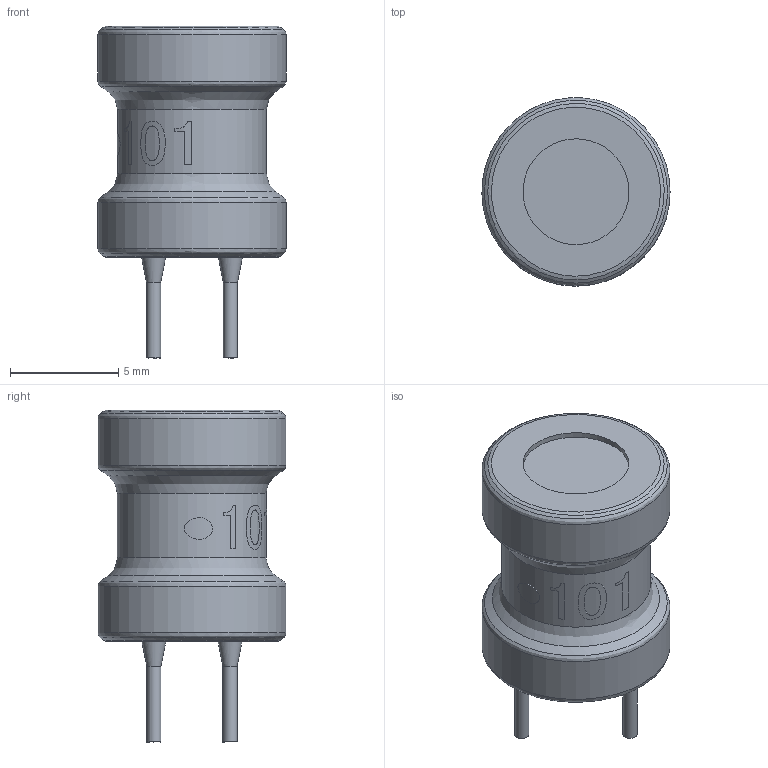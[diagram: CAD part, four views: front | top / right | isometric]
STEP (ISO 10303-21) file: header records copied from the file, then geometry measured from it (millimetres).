
FILE_DESCRIPTION( ('This file contains a STEP AP42 implementation' ,'as created by ZW3D STEP Interface translator.') ,'2;1' );
FILE_NAME( 'RB9012-L.stp' ,'14 925.115855', (''), ('ZWCAD Software Co.'), 'Version 1.0', 'ZW3D to STEP translator', '' );
FILE_SCHEMA( ('CONFIG_CONTROL_DESIGN') );
Length unit declared in the file: millimetre
Products named in the file (1): 0
Bounding box: 8.7 x 8.69 x 15.35 mm (x, y, z)
Volume: 404.4 mm3; surface area: 1145.2 mm2
Topology: 8 solids, 10 shells, 112 faces, 248 edges, 156 vertices
Faces by surface type: bspline 112
Entity records: 4319 total; most frequent: CARTESIAN_POINT 2846, ORIENTED_EDGE 492, EDGE_CURVE 248, VERTEX_POINT 156, B_SPLINE_CURVE_WITH_KNOTS 133, EDGE_LOOP 120, FACE_OUTER_BOUND 112, ADVANCED_FACE 112
